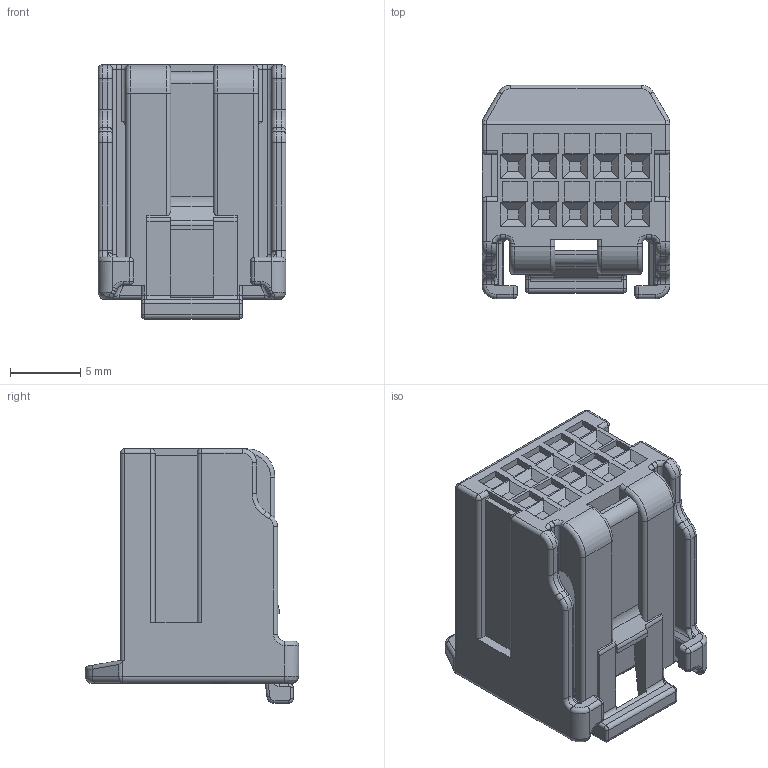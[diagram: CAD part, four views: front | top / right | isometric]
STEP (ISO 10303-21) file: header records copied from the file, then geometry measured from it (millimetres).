
FILE_DESCRIPTION((''),'2;1');
FILE_NAME('025_II_10F_HSG_REV06','2023-01-04T10:15:46',('jhryu'),(''),'CREO PARAMETRIC BY PTC INC, 2017380','CREO PARAMETRIC BY PTC INC, 2017380','');
FILE_SCHEMA(('CONFIG_CONTROL_DESIGN'));
Length unit declared in the file: millimetre
Products named in the file (1): 025_II_10F_HSG_REV06
Bounding box: 13.32 x 15.15 x 18.05 mm (x, y, z)
Volume: 2077.4 mm3; surface area: 1765.4 mm2
Topology: 1 solids, 1 shells, 1065 faces, 2836 edges, 1825 vertices
Faces by surface type: plane 804, cylinder 167, torus 42, bspline 24, sphere 20, extrusion 6, cone 2
Entity records: 33979 total; most frequent: CARTESIAN_POINT 7396, ORIENTED_EDGE 5668, DIRECTION 5217, EDGE_CURVE 2834, VECTOR 2385, LINE 2379, VERTEX_POINT 1825, AXIS2_PLACEMENT_3D 1416
